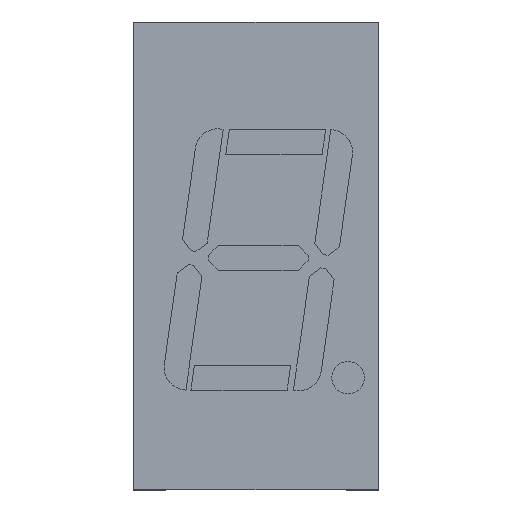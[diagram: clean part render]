
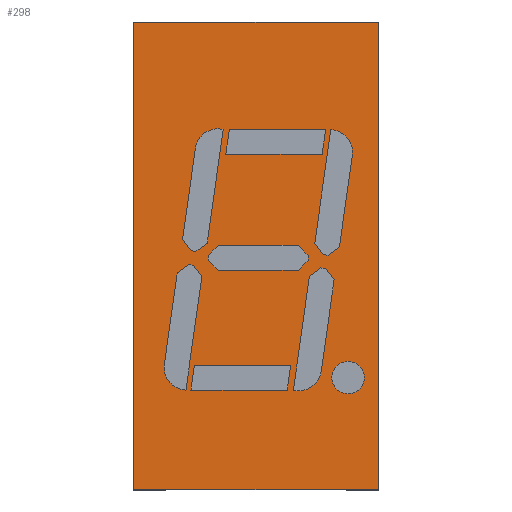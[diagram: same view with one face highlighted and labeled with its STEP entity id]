
A CAD part, top view. The second image highlights one B-rep face of the part: STEP entity #298.
In plain terms, the highlighted planar face has unit normal (0, 0, 1).
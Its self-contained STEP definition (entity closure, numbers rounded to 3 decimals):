
#58 = VERTEX_POINT('',#59);
#59 = CARTESIAN_POINT('',(-1.09,1.755,5.08));
#65 = EDGE_CURVE('',#58,#66,#68,.T.);
#66 = VERTEX_POINT('',#67);
#67 = CARTESIAN_POINT('',(8.71,1.755,5.08));
#68 = LINE('',#69,#70);
#69 = CARTESIAN_POINT('',(-1.09,1.755,5.08));
#70 = VECTOR('',#71,1.);
#71 = DIRECTION('',(1.,0.,0.));
#248 = EDGE_CURVE('',#66,#249,#251,.T.);
#249 = VERTEX_POINT('',#250);
#250 = CARTESIAN_POINT('',(8.71,-16.995,5.08));
#251 = LINE('',#252,#253);
#252 = CARTESIAN_POINT('',(8.71,1.755,5.08));
#253 = VECTOR('',#254,1.);
#254 = DIRECTION('',(0.,-1.,0.));
#298 = ADVANCED_FACE('',(#299),#317,.F.);
#299 = FACE_BOUND('',#300,.F.);
#300 = EDGE_LOOP('',(#301,#302,#303,#311));
#301 = ORIENTED_EDGE('',*,*,#65,.T.);
#302 = ORIENTED_EDGE('',*,*,#248,.T.);
#303 = ORIENTED_EDGE('',*,*,#304,.T.);
#304 = EDGE_CURVE('',#249,#305,#307,.T.);
#305 = VERTEX_POINT('',#306);
#306 = CARTESIAN_POINT('',(-1.09,-16.995,5.08));
#307 = LINE('',#308,#309);
#308 = CARTESIAN_POINT('',(8.71,-16.995,5.08));
#309 = VECTOR('',#310,1.);
#310 = DIRECTION('',(-1.,0.,0.));
#311 = ORIENTED_EDGE('',*,*,#312,.T.);
#312 = EDGE_CURVE('',#305,#58,#313,.T.);
#313 = LINE('',#314,#315);
#314 = CARTESIAN_POINT('',(-1.09,-16.995,5.08));
#315 = VECTOR('',#316,1.);
#316 = DIRECTION('',(0.,1.,0.));
#317 = PLANE('',#318);
#318 = AXIS2_PLACEMENT_3D('',#319,#320,#321);
#319 = CARTESIAN_POINT('',(3.81,-7.62,5.08));
#320 = DIRECTION('',(-0.,-0.,-1.));
#321 = DIRECTION('',(-1.,0.,0.));
